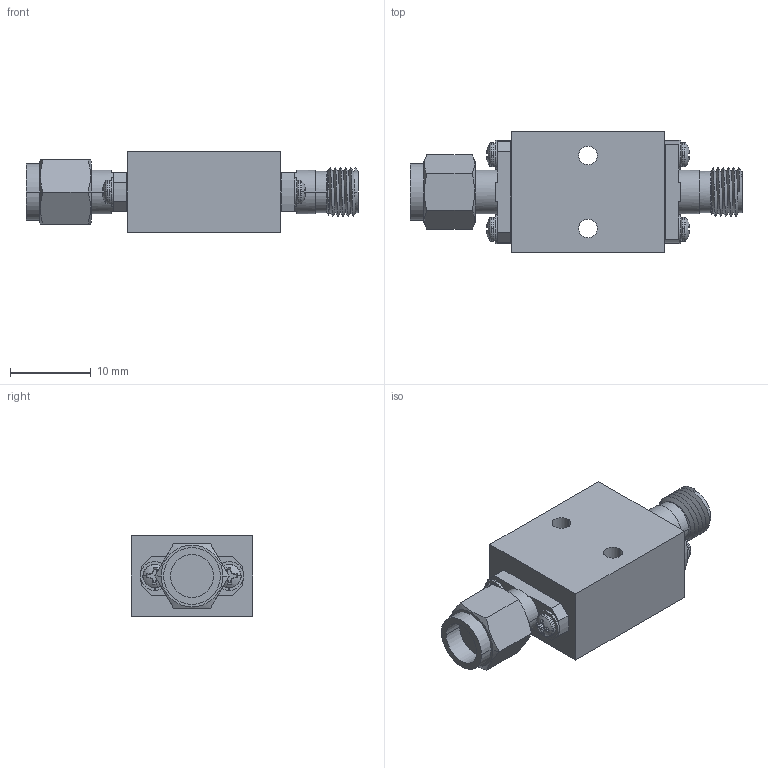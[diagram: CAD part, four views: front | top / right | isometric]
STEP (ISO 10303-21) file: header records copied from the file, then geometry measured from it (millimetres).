
FILE_DESCRIPTION (( 'STEP AP214' ), '1' );
FILE_NAME ('SCF-20323330-KFKM-L3.STEP', '2019-01-07T17:19:53', ( '' ), ( '' ), 'SwSTEP 2.0', 'SolidWorks 2016', '' );
FILE_SCHEMA (( 'AUTOMOTIVE_DESIGN' ));
Length unit declared in the file: inch
Products named in the file (1): SCF-20323330-KFKM-L3
Bounding box: 41 x 15 x 10 mm (x, y, z)
Volume: 3531.2 mm3; surface area: 2577 mm2
Topology: 11 solids, 11 shells, 524 faces, 1449 edges, 958 vertices
Faces by surface type: cylinder 314, plane 132, cone 40, torus 16, bspline 14, sphere 8
Entity records: 28181 total; most frequent: CARTESIAN_POINT 9235, ORIENTED_EDGE 2898, DIRECTION 2179, EDGE_CURVE 1449, VERTEX_POINT 958, AXIS2_PLACEMENT_3D 828, EDGE_LOOP 547, DIMENSIONAL_EXPONENTS 537
